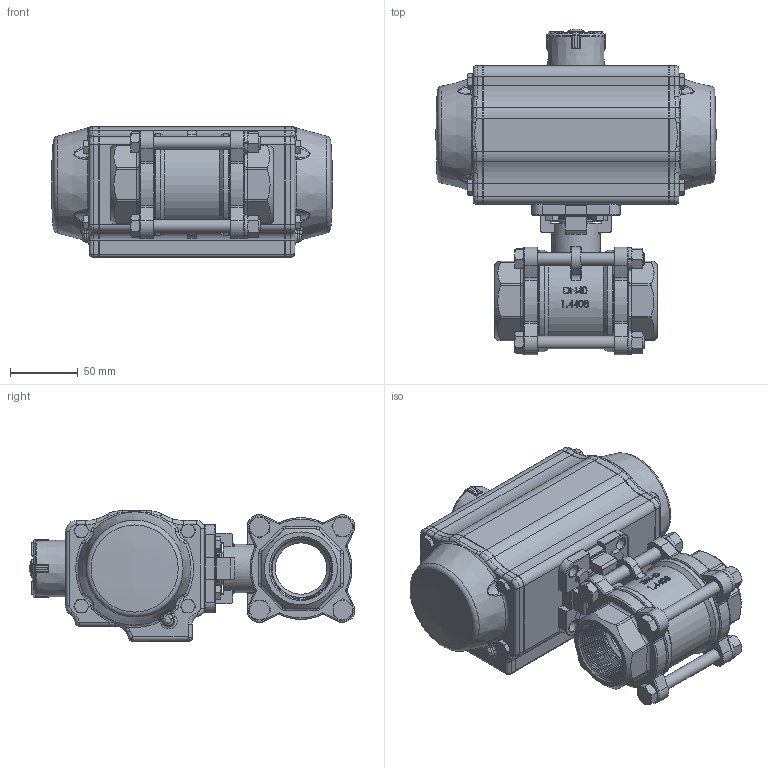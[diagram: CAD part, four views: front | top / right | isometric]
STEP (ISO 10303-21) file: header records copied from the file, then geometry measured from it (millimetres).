
FILE_DESCRIPTION(/* description */ ('Unknown'),/* implementation_level */ '2;1');
FILE_NAME(/* name */ 'FR03 9323-08',/* time_stamp */ '2022-10-25T08:53:27+02:00',/* author */ ('Unknown'),/* organization */ ('Unknown'),/* preprocessor_version */ 'ST-DEVELOPER v16.7',/* originating_system */ 'Solid Edge',/* authorisation */ 'Unknown');
FILE_SCHEMA (('AUTOMOTIVE_DESIGN {1 0 10303 214 3 1 1}'));
Products named in the file (13): FR52-8.112.040; 8.112.040; Schraube M10; KV-L30 1.5(______); DW04_FR03_(DW70_FR52); ____; ________(___________; _____________; ______; hex head bolts-full thread grade c gb_GB_FASTENER_BOLT_HHBFTC M6X20-N; cup head nib bolts with large head gb_GB_FASTENER_BOLT_CHNBW M6X25-N; KP-75; DIN558_M_6x16.1.3
Assembly tree (26 placements, depth 4):
  FR52-8.112.040
    8.112.040
      Schraube M10  x3
      KV-L30 1.5(______)
    DW04_FR03_(DW70_FR52)
      ____
        ________(___________  x2
        _____________  x2
        ______
      hex head bolts-full thread grade c gb_GB_FASTENER_BOLT_HHBFTC M6X20-N  x8
      cup head nib bolts with large head gb_GB_FASTENER_BOLT_CHNBW M6X25-N
      KP-75
    DIN558_M_6x16.1.3  x4
Bounding box: 206.95 x 240.46 x 96 mm (x, y, z)
Volume: 1975311.2 mm3; surface area: 208618.5 mm2
Topology: 23 solids, 24 shells, 2040 faces, 5208 edges, 3245 vertices
Faces by surface type: plane 663, cylinder 588, bspline 338, cone 242, torus 192, sphere 17
Full cylindrical faces by diameter (mm): 3 x18, 3.3 x8, 4.2 x8, 4.66 x1, 5 x13, 6 x13, 6.2 x1, 6.8 x4, 7 x4, 8.8 x2, 9 x4, 9.24 x5, 10.7 x2, 11 x8, 21.8 x1, 24.6 x1, 25 x1, 32 x2, 36 x1, 38 x1, 38.5 x1, 38.6 x2, 40 x1, 69.5 x1, 75 x2
Entity records: 83588 total; most frequent: CARTESIAN_POINT 44699, ORIENTED_EDGE 8474, DIRECTION 7201, EDGE_CURVE 4237, VERTEX_POINT 2796, AXIS2_PLACEMENT_3D 2748, FACE_BOUND 2029, EDGE_LOOP 2002
